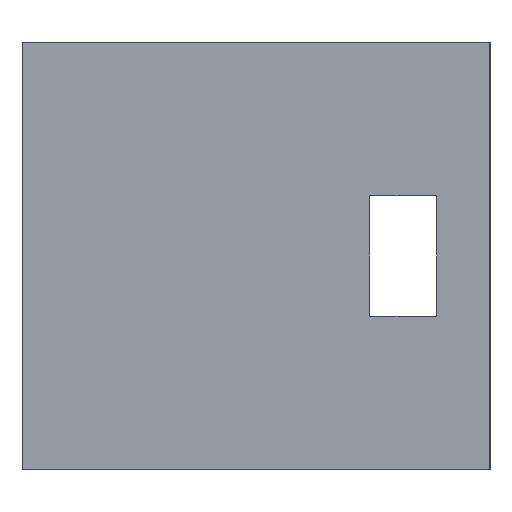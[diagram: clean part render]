
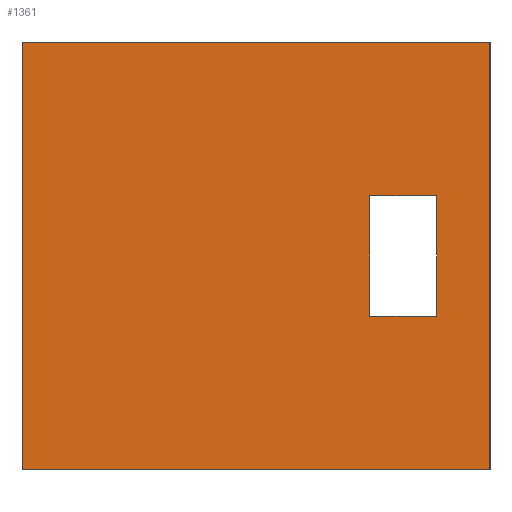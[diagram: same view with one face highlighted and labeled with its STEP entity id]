
A CAD part, left-side view. The second image highlights one B-rep face of the part: STEP entity #1361.
In plain terms, the highlighted planar face has unit normal (-1, 0, 0).
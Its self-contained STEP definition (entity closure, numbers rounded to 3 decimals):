
#28 = CARTESIAN_POINT ( 'NONE',  ( 0., 4., 20.5 ) ) ;
#51 = EDGE_CURVE ( 'NONE', #2032, #2481, #85, .T. ) ;
#74 = CARTESIAN_POINT ( 'NONE',  ( 0., 0., 32. ) ) ;
#85 = LINE ( 'NONE', #985, #2778 ) ;
#103 = EDGE_CURVE ( 'NONE', #2656, #2546, #542, .T. ) ;
#125 = EDGE_CURVE ( 'NONE', #2798, #2656, #1246, .T. ) ;
#191 = CARTESIAN_POINT ( 'NONE',  ( 0., 9., 11.5 ) ) ;
#284 = FACE_OUTER_BOUND ( 'NONE', #2786, .T. ) ;
#297 = FACE_BOUND ( 'NONE', #2612, .T. ) ;
#301 = EDGE_CURVE ( 'NONE', #2567, #2032, #1628, .T. ) ;
#355 = DIRECTION ( 'NONE',  ( 0., 0., -1. ) ) ;
#441 = ORIENTED_EDGE ( 'NONE', *, *, #125, .F. ) ;
#542 = LINE ( 'NONE', #969, #1155 ) ;
#563 = CARTESIAN_POINT ( 'NONE',  ( 0., 0., 32. ) ) ;
#617 = CARTESIAN_POINT ( 'NONE',  ( 0., 4., 20.5 ) ) ;
#718 = CARTESIAN_POINT ( 'NONE',  ( 0., 4., 11.5 ) ) ;
#733 = CARTESIAN_POINT ( 'NONE',  ( 0., 0., 0. ) ) ;
#749 = PLANE ( 'NONE',  #1880 ) ;
#807 = VECTOR ( 'NONE', #1701, 1000. ) ;
#859 = CARTESIAN_POINT ( 'NONE',  ( 0., 0., 0. ) ) ;
#922 = VECTOR ( 'NONE', #355, 1000. ) ;
#969 = CARTESIAN_POINT ( 'NONE',  ( 0., 0., 32. ) ) ;
#972 = LINE ( 'NONE', #1358, #1569 ) ;
#985 = CARTESIAN_POINT ( 'NONE',  ( 0., 9., 11.5 ) ) ;
#1031 = DIRECTION ( 'NONE',  ( 0., -1., 0. ) ) ;
#1047 = EDGE_CURVE ( 'NONE', #2481, #2716, #972, .T. ) ;
#1076 = DIRECTION ( 'NONE',  ( 0., 1., 0. ) ) ;
#1111 = CARTESIAN_POINT ( 'NONE',  ( 0., 35., 0. ) ) ;
#1130 = ORIENTED_EDGE ( 'NONE', *, *, #2670, .T. ) ;
#1155 = VECTOR ( 'NONE', #2284, 1000. ) ;
#1235 = EDGE_CURVE ( 'NONE', #2798, #1988, #2721, .T. ) ;
#1246 = LINE ( 'NONE', #74, #2194 ) ;
#1259 = CARTESIAN_POINT ( 'NONE',  ( 0., 9., 20.5 ) ) ;
#1358 = CARTESIAN_POINT ( 'NONE',  ( 0., 4., 11.5 ) ) ;
#1361 = ADVANCED_FACE ( 'NONE', ( #297, #284 ), #749, .F. ) ;
#1388 = DIRECTION ( 'NONE',  ( 0., -1., 0. ) ) ;
#1427 = CARTESIAN_POINT ( 'NONE',  ( 0., 35., 32. ) ) ;
#1517 = CARTESIAN_POINT ( 'NONE',  ( 0., 35., 32. ) ) ;
#1569 = VECTOR ( 'NONE', #1585, 1000. ) ;
#1585 = DIRECTION ( 'NONE',  ( 0., 0., 1. ) ) ;
#1623 = CARTESIAN_POINT ( 'NONE',  ( 0., 0., 32. ) ) ;
#1628 = LINE ( 'NONE', #2019, #2475 ) ;
#1701 = DIRECTION ( 'NONE',  ( 0., -1., 0. ) ) ;
#1752 = ORIENTED_EDGE ( 'NONE', *, *, #301, .F. ) ;
#1822 = DIRECTION ( 'NONE',  ( 1., 0., 0. ) ) ;
#1880 = AXIS2_PLACEMENT_3D ( 'NONE', #1623, #1822, #2449 ) ;
#1897 = ORIENTED_EDGE ( 'NONE', *, *, #103, .F. ) ;
#1908 = ORIENTED_EDGE ( 'NONE', *, *, #51, .F. ) ;
#1943 = LINE ( 'NONE', #859, #807 ) ;
#1988 = VERTEX_POINT ( 'NONE', #1111 ) ;
#2019 = CARTESIAN_POINT ( 'NONE',  ( 0., 9., 20.5 ) ) ;
#2032 = VERTEX_POINT ( 'NONE', #191 ) ;
#2100 = EDGE_CURVE ( 'NONE', #2716, #2567, #2131, .T. ) ;
#2131 = LINE ( 'NONE', #617, #2230 ) ;
#2149 = ORIENTED_EDGE ( 'NONE', *, *, #1047, .F. ) ;
#2194 = VECTOR ( 'NONE', #1031, 1000. ) ;
#2203 = DIRECTION ( 'NONE',  ( 0., 0., -1. ) ) ;
#2230 = VECTOR ( 'NONE', #1076, 1000. ) ;
#2284 = DIRECTION ( 'NONE',  ( 0., 0., -1. ) ) ;
#2377 = ORIENTED_EDGE ( 'NONE', *, *, #1235, .T. ) ;
#2449 = DIRECTION ( 'NONE',  ( 0., 0., -1. ) ) ;
#2475 = VECTOR ( 'NONE', #2203, 1000. ) ;
#2481 = VERTEX_POINT ( 'NONE', #718 ) ;
#2546 = VERTEX_POINT ( 'NONE', #733 ) ;
#2567 = VERTEX_POINT ( 'NONE', #1259 ) ;
#2612 = EDGE_LOOP ( 'NONE', ( #2149, #1908, #1752, #2794 ) ) ;
#2656 = VERTEX_POINT ( 'NONE', #563 ) ;
#2670 = EDGE_CURVE ( 'NONE', #1988, #2546, #1943, .T. ) ;
#2716 = VERTEX_POINT ( 'NONE', #28 ) ;
#2721 = LINE ( 'NONE', #1427, #922 ) ;
#2778 = VECTOR ( 'NONE', #1388, 1000. ) ;
#2786 = EDGE_LOOP ( 'NONE', ( #2377, #1130, #1897, #441 ) ) ;
#2794 = ORIENTED_EDGE ( 'NONE', *, *, #2100, .F. ) ;
#2798 = VERTEX_POINT ( 'NONE', #1517 ) ;
